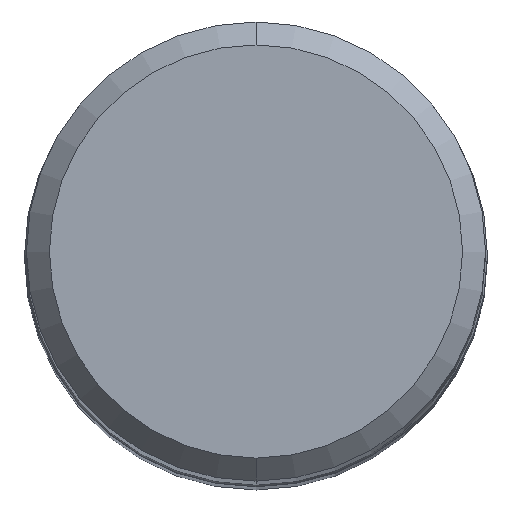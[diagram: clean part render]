
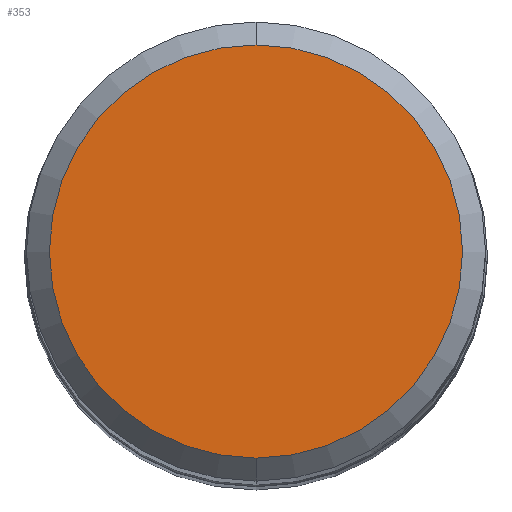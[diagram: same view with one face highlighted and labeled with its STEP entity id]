
A CAD part, top view. The second image highlights one B-rep face of the part: STEP entity #353.
In plain terms, the highlighted planar face has unit normal (0, 0, 1).
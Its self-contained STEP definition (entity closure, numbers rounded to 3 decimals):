
#209=VERTEX_POINT('',#507);
#241=EDGE_CURVE('',#209,#395,#542,.T.);
#253=EDGE_CURVE('',#395,#209,#554,.T.);
#353=ADVANCED_FACE('',(#664),#665,.T.);
#395=VERTEX_POINT('',#710);
#507=CARTESIAN_POINT('',(0.0,5.4,54.913));
#542=CIRCLE('',#907,5.4);
#554=CIRCLE('',#923,5.4);
#664=FACE_OUTER_BOUND('',#1234,.T.);
#665=PLANE('',#1235);
#710=CARTESIAN_POINT('',(0.,-5.4,54.913));
#907=AXIS2_PLACEMENT_3D('',#1523,#1524,#1525);
#923=AXIS2_PLACEMENT_3D('',#1530,#1531,#1532);
#1234=EDGE_LOOP('',(#1656,#1657));
#1235=AXIS2_PLACEMENT_3D('',#1658,#1659,#1660);
#1523=CARTESIAN_POINT('',(0.0,0.0,54.913));
#1524=DIRECTION('',(0.0,0.0,-1.0));
#1525=DIRECTION('',(0.0,1.0,0.0));
#1530=CARTESIAN_POINT('',(0.0,0.0,54.913));
#1531=DIRECTION('',(0.0,0.0,-1.0));
#1532=DIRECTION('',(0.0,1.0,0.0));
#1656=ORIENTED_EDGE('',*,*,#241,.F.);
#1657=ORIENTED_EDGE('',*,*,#253,.F.);
#1658=CARTESIAN_POINT('',(0.0,2.7,54.913));
#1659=DIRECTION('',(0.0,0.0,1.0));
#1660=DIRECTION('',(0.0,-1.0,0.0));
